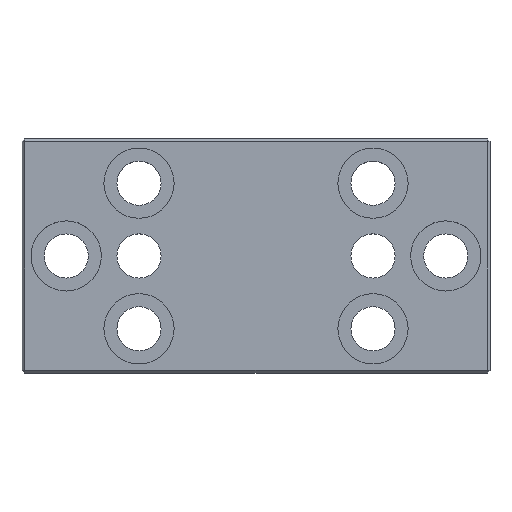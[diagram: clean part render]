
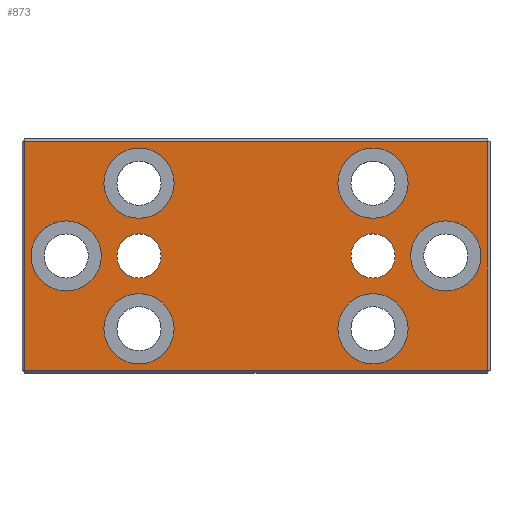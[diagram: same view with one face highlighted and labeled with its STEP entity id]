
A CAD part, top view. The second image highlights one B-rep face of the part: STEP entity #873.
In plain terms, the highlighted planar face has unit normal (0, 0, 1).
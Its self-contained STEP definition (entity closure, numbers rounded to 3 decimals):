
#50=LINE('',#1445,#114);
#54=LINE('',#1451,#118);
#58=LINE('',#1457,#122);
#66=LINE('',#1469,#130);
#114=VECTOR('',#1168,10.);
#118=VECTOR('',#1176,10.);
#122=VECTOR('',#1184,10.);
#130=VECTOR('',#1200,10.);
#164=FACE_BOUND('',#275,.T.);
#165=FACE_BOUND('',#276,.T.);
#166=FACE_BOUND('',#277,.T.);
#167=FACE_BOUND('',#278,.T.);
#168=FACE_BOUND('',#279,.T.);
#169=FACE_BOUND('',#280,.T.);
#170=FACE_BOUND('',#281,.T.);
#171=FACE_BOUND('',#282,.T.);
#219=FACE_OUTER_BOUND('',#274,.T.);
#274=EDGE_LOOP('',(#709,#710,#711,#712));
#275=EDGE_LOOP('',(#713,#714));
#276=EDGE_LOOP('',(#715,#716));
#277=EDGE_LOOP('',(#717,#718));
#278=EDGE_LOOP('',(#719,#720));
#279=EDGE_LOOP('',(#721,#722));
#280=EDGE_LOOP('',(#723,#724));
#281=EDGE_LOOP('',(#725,#726));
#282=EDGE_LOOP('',(#727,#728));
#312=CIRCLE('',#915,4.25);
#313=CIRCLE('',#916,4.25);
#317=CIRCLE('',#922,6.75);
#318=CIRCLE('',#923,6.75);
#324=CIRCLE('',#932,6.75);
#325=CIRCLE('',#933,6.75);
#331=CIRCLE('',#942,6.75);
#332=CIRCLE('',#943,6.75);
#338=CIRCLE('',#952,6.75);
#339=CIRCLE('',#953,6.75);
#342=CIRCLE('',#979,6.75);
#343=CIRCLE('',#980,6.75);
#344=CIRCLE('',#981,6.75);
#345=CIRCLE('',#982,6.75);
#346=CIRCLE('',#983,4.25);
#347=CIRCLE('',#984,4.25);
#368=VERTEX_POINT('',#1306);
#369=VERTEX_POINT('',#1308);
#373=VERTEX_POINT('',#1319);
#374=VERTEX_POINT('',#1320);
#380=VERTEX_POINT('',#1338);
#381=VERTEX_POINT('',#1339);
#387=VERTEX_POINT('',#1357);
#388=VERTEX_POINT('',#1358);
#394=VERTEX_POINT('',#1376);
#395=VERTEX_POINT('',#1377);
#406=VERTEX_POINT('',#1405);
#411=VERTEX_POINT('',#1417);
#418=VERTEX_POINT('',#1433);
#420=VERTEX_POINT('',#1438);
#422=VERTEX_POINT('',#1481);
#423=VERTEX_POINT('',#1482);
#424=VERTEX_POINT('',#1485);
#425=VERTEX_POINT('',#1486);
#426=VERTEX_POINT('',#1489);
#427=VERTEX_POINT('',#1490);
#450=EDGE_CURVE('',#369,#368,#312,.T.);
#451=EDGE_CURVE('',#368,#369,#313,.T.);
#455=EDGE_CURVE('',#373,#374,#317,.T.);
#456=EDGE_CURVE('',#374,#373,#318,.T.);
#464=EDGE_CURVE('',#380,#381,#324,.T.);
#465=EDGE_CURVE('',#381,#380,#325,.T.);
#473=EDGE_CURVE('',#387,#388,#331,.T.);
#474=EDGE_CURVE('',#388,#387,#332,.T.);
#482=EDGE_CURVE('',#394,#395,#338,.T.);
#483=EDGE_CURVE('',#395,#394,#339,.T.);
#513=EDGE_CURVE('',#420,#418,#50,.T.);
#517=EDGE_CURVE('',#411,#420,#54,.T.);
#521=EDGE_CURVE('',#418,#406,#58,.T.);
#529=EDGE_CURVE('',#406,#411,#66,.T.);
#536=EDGE_CURVE('',#422,#423,#342,.T.);
#537=EDGE_CURVE('',#423,#422,#343,.T.);
#538=EDGE_CURVE('',#424,#425,#344,.T.);
#539=EDGE_CURVE('',#425,#424,#345,.T.);
#540=EDGE_CURVE('',#426,#427,#346,.T.);
#541=EDGE_CURVE('',#427,#426,#347,.T.);
#709=ORIENTED_EDGE('',*,*,#513,.F.);
#710=ORIENTED_EDGE('',*,*,#517,.F.);
#711=ORIENTED_EDGE('',*,*,#529,.F.);
#712=ORIENTED_EDGE('',*,*,#521,.F.);
#713=ORIENTED_EDGE('',*,*,#450,.T.);
#714=ORIENTED_EDGE('',*,*,#451,.T.);
#715=ORIENTED_EDGE('',*,*,#455,.T.);
#716=ORIENTED_EDGE('',*,*,#456,.T.);
#717=ORIENTED_EDGE('',*,*,#464,.T.);
#718=ORIENTED_EDGE('',*,*,#465,.T.);
#719=ORIENTED_EDGE('',*,*,#473,.T.);
#720=ORIENTED_EDGE('',*,*,#474,.T.);
#721=ORIENTED_EDGE('',*,*,#482,.T.);
#722=ORIENTED_EDGE('',*,*,#483,.T.);
#723=ORIENTED_EDGE('',*,*,#536,.T.);
#724=ORIENTED_EDGE('',*,*,#537,.T.);
#725=ORIENTED_EDGE('',*,*,#538,.T.);
#726=ORIENTED_EDGE('',*,*,#539,.T.);
#727=ORIENTED_EDGE('',*,*,#540,.T.);
#728=ORIENTED_EDGE('',*,*,#541,.T.);
#829=PLANE('',#978);
#873=ADVANCED_FACE('',(#219,#164,#165,#166,#167,#168,#169,#170,#171),#829,
 .T.);
#915=AXIS2_PLACEMENT_3D('',#1309,#1033,#1034);
#916=AXIS2_PLACEMENT_3D('',#1310,#1035,#1036);
#922=AXIS2_PLACEMENT_3D('',#1321,#1047,#1048);
#923=AXIS2_PLACEMENT_3D('',#1322,#1049,#1050);
#932=AXIS2_PLACEMENT_3D('',#1340,#1069,#1070);
#933=AXIS2_PLACEMENT_3D('',#1341,#1071,#1072);
#942=AXIS2_PLACEMENT_3D('',#1359,#1091,#1092);
#943=AXIS2_PLACEMENT_3D('',#1360,#1093,#1094);
#952=AXIS2_PLACEMENT_3D('',#1378,#1113,#1114);
#953=AXIS2_PLACEMENT_3D('',#1379,#1115,#1116);
#978=AXIS2_PLACEMENT_3D('',#1480,#1215,#1216);
#979=AXIS2_PLACEMENT_3D('',#1483,#1217,#1218);
#980=AXIS2_PLACEMENT_3D('',#1484,#1219,#1220);
#981=AXIS2_PLACEMENT_3D('',#1487,#1221,#1222);
#982=AXIS2_PLACEMENT_3D('',#1488,#1223,#1224);
#983=AXIS2_PLACEMENT_3D('',#1491,#1225,#1226);
#984=AXIS2_PLACEMENT_3D('',#1492,#1227,#1228);
#1033=DIRECTION('center_axis',(0.,0.,-1.));
#1034=DIRECTION('ref_axis',(-1.,0.,0.));
#1035=DIRECTION('center_axis',(0.,0.,-1.));
#1036=DIRECTION('ref_axis',(-1.,0.,0.));
#1047=DIRECTION('center_axis',(0.,0.,-1.));
#1048=DIRECTION('ref_axis',(1.,0.,0.));
#1049=DIRECTION('center_axis',(0.,0.,-1.));
#1050=DIRECTION('ref_axis',(1.,0.,0.));
#1069=DIRECTION('center_axis',(0.,0.,-1.));
#1070=DIRECTION('ref_axis',(1.,0.,0.));
#1071=DIRECTION('center_axis',(0.,0.,-1.));
#1072=DIRECTION('ref_axis',(1.,0.,0.));
#1091=DIRECTION('center_axis',(0.,0.,-1.));
#1092=DIRECTION('ref_axis',(1.,0.,0.));
#1093=DIRECTION('center_axis',(0.,0.,-1.));
#1094=DIRECTION('ref_axis',(1.,0.,0.));
#1113=DIRECTION('center_axis',(0.,0.,-1.));
#1114=DIRECTION('ref_axis',(1.,0.,0.));
#1115=DIRECTION('center_axis',(0.,0.,-1.));
#1116=DIRECTION('ref_axis',(1.,0.,0.));
#1168=DIRECTION('',(0.,1.,0.));
#1176=DIRECTION('',(-1.,0.,0.));
#1184=DIRECTION('',(1.,0.,0.));
#1200=DIRECTION('',(0.,-1.,0.));
#1215=DIRECTION('center_axis',(0.,0.,1.));
#1216=DIRECTION('ref_axis',(1.,0.,0.));
#1217=DIRECTION('center_axis',(0.,0.,-1.));
#1218=DIRECTION('ref_axis',(1.,0.,0.));
#1219=DIRECTION('center_axis',(0.,0.,-1.));
#1220=DIRECTION('ref_axis',(1.,0.,0.));
#1221=DIRECTION('center_axis',(0.,0.,-1.));
#1222=DIRECTION('ref_axis',(1.,0.,0.));
#1223=DIRECTION('center_axis',(0.,0.,-1.));
#1224=DIRECTION('ref_axis',(1.,0.,0.));
#1225=DIRECTION('center_axis',(0.,0.,-1.));
#1226=DIRECTION('ref_axis',(-1.,0.,0.));
#1227=DIRECTION('center_axis',(0.,0.,-1.));
#1228=DIRECTION('ref_axis',(-1.,0.,0.));
#1306=CARTESIAN_POINT('',(71.75,22.5,10.));
#1308=CARTESIAN_POINT('',(63.25,22.5,10.));
#1309=CARTESIAN_POINT('Origin',(67.5,22.5,10.));
#1310=CARTESIAN_POINT('Origin',(67.5,22.5,10.));
#1319=CARTESIAN_POINT('',(88.25,22.5,10.));
#1320=CARTESIAN_POINT('',(74.75,22.5,10.));
#1321=CARTESIAN_POINT('Origin',(81.5,22.5,10.));
#1322=CARTESIAN_POINT('Origin',(81.5,22.5,10.));
#1338=CARTESIAN_POINT('',(15.25,22.5,10.));
#1339=CARTESIAN_POINT('',(1.75,22.5,10.));
#1340=CARTESIAN_POINT('Origin',(8.5,22.5,10.));
#1341=CARTESIAN_POINT('Origin',(8.5,22.5,10.));
#1357=CARTESIAN_POINT('',(29.25,8.5,10.));
#1358=CARTESIAN_POINT('',(15.75,8.5,10.));
#1359=CARTESIAN_POINT('Origin',(22.5,8.5,10.));
#1360=CARTESIAN_POINT('Origin',(22.5,8.5,10.));
#1376=CARTESIAN_POINT('',(29.25,36.5,10.));
#1377=CARTESIAN_POINT('',(15.75,36.5,10.));
#1378=CARTESIAN_POINT('Origin',(22.5,36.5,10.));
#1379=CARTESIAN_POINT('Origin',(22.5,36.5,10.));
#1405=CARTESIAN_POINT('',(89.5,44.5,10.));
#1417=CARTESIAN_POINT('',(89.5,0.5,10.));
#1433=CARTESIAN_POINT('',(0.5,44.5,10.));
#1438=CARTESIAN_POINT('',(0.5,0.5,10.));
#1445=CARTESIAN_POINT('',(0.5,11.25,10.));
#1451=CARTESIAN_POINT('',(67.5,0.5,10.));
#1457=CARTESIAN_POINT('',(22.5,44.5,10.));
#1469=CARTESIAN_POINT('',(89.5,33.75,10.));
#1480=CARTESIAN_POINT('Origin',(45.,22.5,10.));
#1481=CARTESIAN_POINT('',(74.25,8.5,10.));
#1482=CARTESIAN_POINT('',(60.75,8.5,10.));
#1483=CARTESIAN_POINT('Origin',(67.5,8.5,10.));
#1484=CARTESIAN_POINT('Origin',(67.5,8.5,10.));
#1485=CARTESIAN_POINT('',(74.25,36.5,10.));
#1486=CARTESIAN_POINT('',(60.75,36.5,10.));
#1487=CARTESIAN_POINT('Origin',(67.5,36.5,10.));
#1488=CARTESIAN_POINT('Origin',(67.5,36.5,10.));
#1489=CARTESIAN_POINT('',(18.25,22.5,10.));
#1490=CARTESIAN_POINT('',(26.75,22.5,10.));
#1491=CARTESIAN_POINT('Origin',(22.5,22.5,10.));
#1492=CARTESIAN_POINT('Origin',(22.5,22.5,10.));
